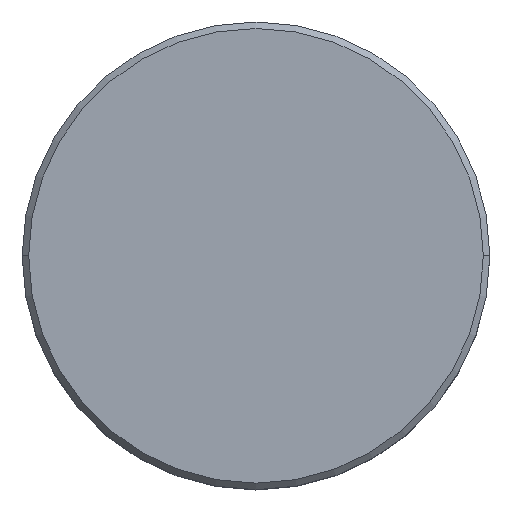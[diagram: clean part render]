
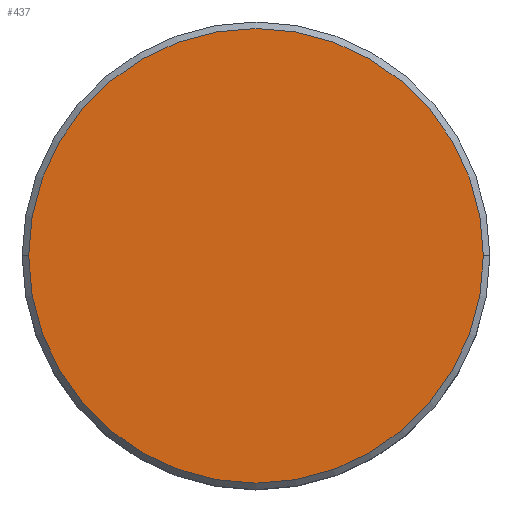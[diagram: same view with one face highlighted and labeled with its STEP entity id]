
A CAD part, top view. The second image highlights one B-rep face of the part: STEP entity #437.
In plain terms, the highlighted planar face has unit normal (0, 0, 1).
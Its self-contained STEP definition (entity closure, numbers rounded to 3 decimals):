
#20 = DIRECTION ( 'NONE',  ( 1., 0., 0. ) ) ;
#61 = CARTESIAN_POINT ( 'NONE',  ( 0., 0., 0. ) ) ;
#64 = CARTESIAN_POINT ( 'NONE',  ( -17.5, 0., 0. ) ) ;
#83 = DIRECTION ( 'NONE',  ( 0., 0., 1. ) ) ;
#84 = CIRCLE ( 'NONE', #299, 17.5 ) ;
#103 = DIRECTION ( 'NONE',  ( 1., 0., 0. ) ) ;
#106 = CARTESIAN_POINT ( 'NONE',  ( 17.5, 0., 0. ) ) ;
#118 = VERTEX_POINT ( 'NONE', #106 ) ;
#120 = AXIS2_PLACEMENT_3D ( 'NONE', #292, #296, #103 ) ;
#156 = EDGE_CURVE ( 'NONE', #118, #392, #332, .T. ) ;
#166 = EDGE_LOOP ( 'NONE', ( #356, #423 ) ) ;
#243 = DIRECTION ( 'NONE',  ( 0., 0., 1. ) ) ;
#246 = EDGE_CURVE ( 'NONE', #392, #118, #84, .T. ) ;
#266 = FACE_OUTER_BOUND ( 'NONE', #166, .T. ) ;
#267 = PLANE ( 'NONE',  #404 ) ;
#292 = CARTESIAN_POINT ( 'NONE',  ( 0., 0., 0. ) ) ;
#296 = DIRECTION ( 'NONE',  ( 0., 0., 1. ) ) ;
#299 = AXIS2_PLACEMENT_3D ( 'NONE', #61, #243, #20 ) ;
#302 = CARTESIAN_POINT ( 'NONE',  ( 0., 0., 0. ) ) ;
#332 = CIRCLE ( 'NONE', #120, 17.5 ) ;
#356 = ORIENTED_EDGE ( 'NONE', *, *, #246, .T. ) ;
#392 = VERTEX_POINT ( 'NONE', #64 ) ;
#404 = AXIS2_PLACEMENT_3D ( 'NONE', #302, #83, #406 ) ;
#406 = DIRECTION ( 'NONE',  ( 1., 0., 0. ) ) ;
#423 = ORIENTED_EDGE ( 'NONE', *, *, #156, .T. ) ;
#437 = ADVANCED_FACE ( 'NONE', ( #266 ), #267, .T. ) ;
